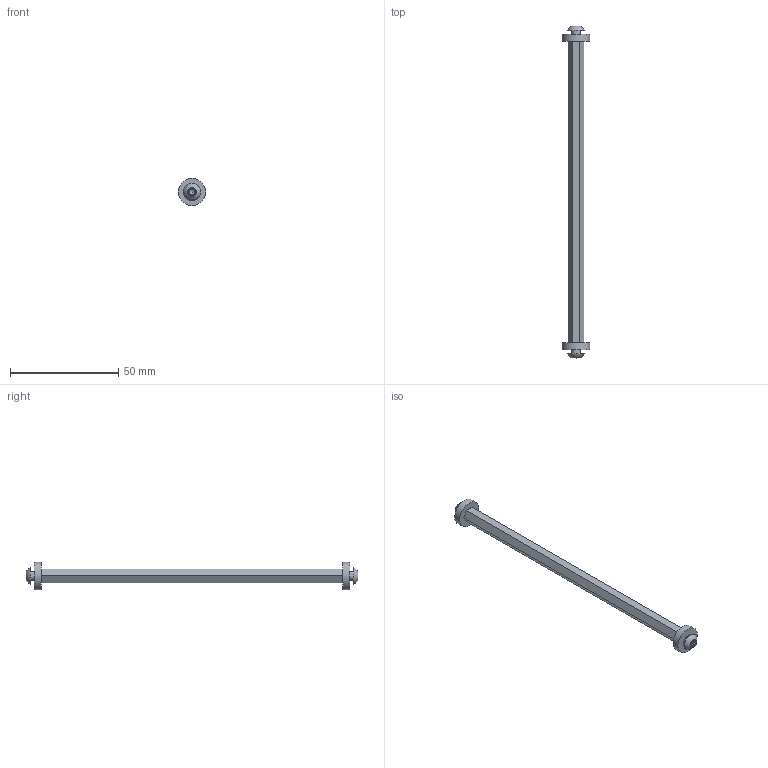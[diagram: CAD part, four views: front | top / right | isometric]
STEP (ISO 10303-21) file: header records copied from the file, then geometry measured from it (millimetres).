
FILE_DESCRIPTION(/* description */ (''),/* implementation_level */ '2;1');
FILE_NAME(/* name */ 'Brace.step',/* time_stamp */ '2024-06-27T21:21:40-05:00',/* author */ (''),/* organization */ (''),/* preprocessor_version */ 'ST-DEVELOPER v20',/* originating_system */ 'Autodesk Translation Framework v13.14.0.145',/* authorisation */ '');
FILE_SCHEMA (('AUTOMOTIVE_DESIGN { 1 0 10303 214 3 1 1 }'));
Length unit declared in the file: inch
Products named in the file (4): Flywheel Brace; Standoff v1; Spacer (Nylon), .500 OD v1; Screw Star v1
Assembly tree (5 placements, depth 2):
  Flywheel Brace
    Standoff v1
    Spacer (Nylon), .500 OD v1  x2
    Screw Star v1  x2
Bounding box: 12.7 x 153.64 x 12.7 mm (x, y, z)
Volume: 5688.7 mm3; surface area: 4860 mm2
Topology: 5 solids, 5 shells, 76 faces, 166 edges, 106 vertices
Faces by surface type: cylinder 34, plane 20, cone 18, torus 2, sphere 2
Full cylindrical faces by diameter (mm): 4.166 x2, 4.191 x2, 4.928 x2, 7.925 x2, 12.7 x2
Entity records: 1697 total; most frequent: CARTESIAN_POINT 604, ORIENTED_EDGE 198, DIRECTION 190, EDGE_CURVE 99, AXIS2_PLACEMENT_3D 81, VERTEX_POINT 64, EDGE_LOOP 53, FACE_OUTER_BOUND 46
